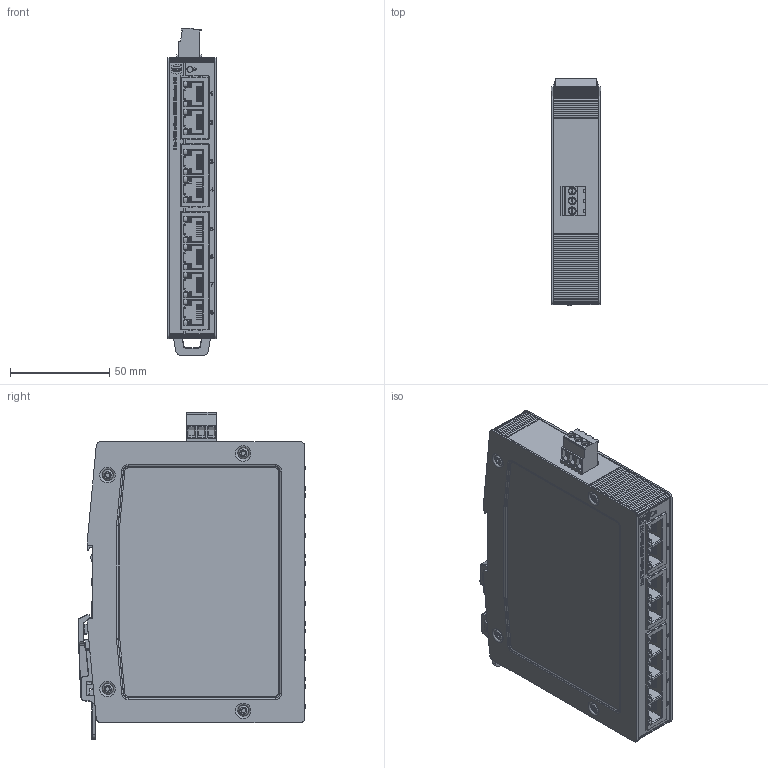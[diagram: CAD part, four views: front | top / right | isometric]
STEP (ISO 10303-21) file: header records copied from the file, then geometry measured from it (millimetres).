
FILE_DESCRIPTION(/* description */ (''),/* implementation_level */ '2;1');
FILE_NAME(/* name */ '100576861ugm000_b.stp',/* time_stamp */ '2019-03-19T14:03:48+01:00',/* author */ (''),/* organization */ (''),/* preprocessor_version */ 'ST-DEVELOPER v16.7',/* originating_system */ 'SIEMENS PLM Software NX 12.0',/* authorisation */ '');
FILE_SCHEMA (('AUTOMOTIVE_DESIGN { 1 0 10303 214 3 1 1 1 }'));
Products named in the file (1): 100576861ugm000_b
Bounding box: 25 x 114.65 x 165.23 mm (x, y, z)
Volume: 357348 mm3; surface area: 57394.9 mm2
Topology: 1 solids, 1 shells, 2388 faces, 6592 edges, 4272 vertices
Faces by surface type: plane 1258, cylinder 719, bspline 319, torus 55, cone 31, sphere 6
Full cylindrical faces by diameter (mm): 0.5 x1, 2.3 x9, 2.8 x1, 2.9 x1, 3.2 x1, 4 x3, 5.3 x9
Entity records: 92293 total; most frequent: CARTESIAN_POINT 32649, ORIENTED_EDGE 12968, DIRECTION 11381, EDGE_CURVE 6484, VERTEX_POINT 4249, LINE 4243, VECTOR 4243, AXIS2_PLACEMENT_3D 3569
